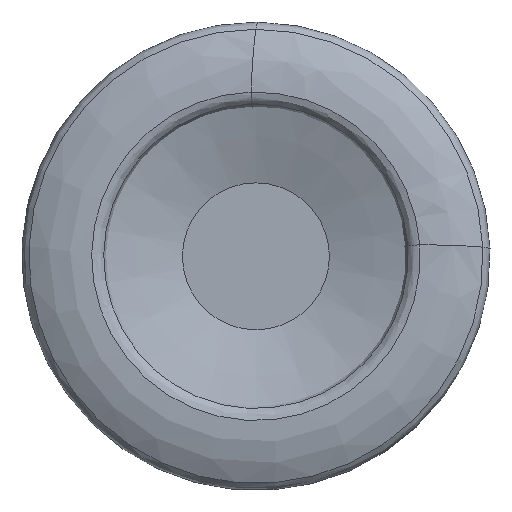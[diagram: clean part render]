
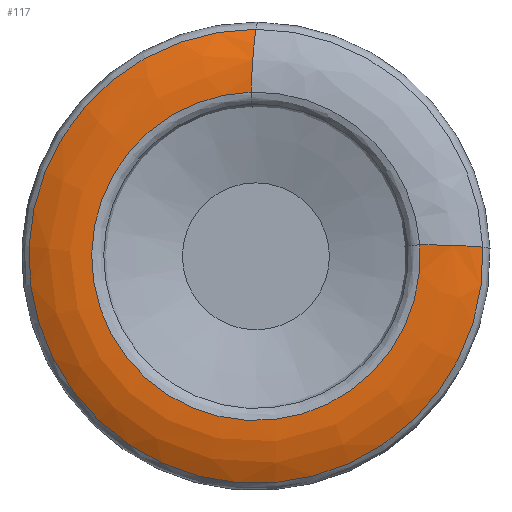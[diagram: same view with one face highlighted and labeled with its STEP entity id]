
A CAD part, left-side view. The second image highlights one B-rep face of the part: STEP entity #117.
In plain terms, the highlighted free-form (B-spline) face has degree [3, 3] with [4, 7] control points.
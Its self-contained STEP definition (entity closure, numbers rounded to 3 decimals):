
#34=(
BOUNDED_SURFACE()
B_SPLINE_SURFACE(3,3,((#685,#686,#687,#688,#689,#690,#691),(#692,#693,#694,
#695,#696,#697,#698),(#699,#700,#701,#702,#703,#704,#705),(#706,#707,#708,
#709,#710,#711,#712)),.UNSPECIFIED.,.F.,.F.,.F.)
B_SPLINE_SURFACE_WITH_KNOTS((4,4),(4,3,4),(0.,1.),(0.,0.5,1.),
 .UNSPECIFIED.)
GEOMETRIC_REPRESENTATION_ITEM()
RATIONAL_B_SPLINE_SURFACE(((1.,0.582,0.582,1.,0.582,
0.582,1.),(0.971,0.565,0.565,
0.971,0.565,0.565,0.971),
(0.971,0.565,0.565,0.971,
0.565,0.565,0.971),(1.,0.582,
0.582,1.,0.582,0.582,1.)))
REPRESENTATION_ITEM('')
SURFACE()
);
#117=ADVANCED_FACE('',(#138),#34,.F.);
#138=FACE_OUTER_BOUND('',#176,.T.);
#176=EDGE_LOOP('',(#220,#221,#222,#223));
#220=ORIENTED_EDGE('',*,*,#320,.F.);
#221=ORIENTED_EDGE('',*,*,#321,.F.);
#222=ORIENTED_EDGE('',*,*,#318,.T.);
#223=ORIENTED_EDGE('',*,*,#322,.F.);
#288=VERTEX_POINT('',#628);
#290=VERTEX_POINT('',#632);
#291=VERTEX_POINT('',#681);
#292=VERTEX_POINT('',#682);
#318=EDGE_CURVE('',#290,#288,#361,.T.);
#320=EDGE_CURVE('',#291,#292,#363,.T.);
#321=EDGE_CURVE('',#290,#291,#364,.T.);
#322=EDGE_CURVE('',#292,#288,#365,.T.);
#361=CIRCLE('',#414,22.09);
#363=CIRCLE('',#416,30.54);
#364=CIRCLE('',#417,15.);
#365=CIRCLE('',#418,15.);
#414=AXIS2_PLACEMENT_3D('',#650,#495,#496);
#416=AXIS2_PLACEMENT_3D('',#680,#499,#500);
#417=AXIS2_PLACEMENT_3D('',#683,#501,#502);
#418=AXIS2_PLACEMENT_3D('',#684,#503,#504);
#495=DIRECTION('',(1.,0.,0.));
#496=DIRECTION('',(0.,-0.998,0.069));
#499=DIRECTION('',(1.,0.,0.));
#500=DIRECTION('',(0.,-0.999,0.041));
#501=DIRECTION('',(0.139,0.,0.99));
#502=DIRECTION('',(0.99,0.,-0.139));
#503=DIRECTION('',(-0.139,-0.989,-0.04));
#504=DIRECTION('',(0.99,-0.139,-0.006));
#628=CARTESIAN_POINT('',(0.019,0.65,22.081));
#632=CARTESIAN_POINT('',(0.019,-22.037,1.533));
#650=CARTESIAN_POINT('',(0.019,0.,0.));
#680=CARTESIAN_POINT('',(2.113,0.,0.));
#681=CARTESIAN_POINT('',(2.113,-30.515,1.239));
#682=CARTESIAN_POINT('',(2.113,0.017,30.54));
#683=CARTESIAN_POINT('',(14.854,-22.804,-0.552));
#684=CARTESIAN_POINT('',(14.854,-1.463,22.764));
#685=CARTESIAN_POINT('',(0.019,-22.037,1.533));
#686=CARTESIAN_POINT('',(0.019,-23.665,-21.872));
#687=CARTESIAN_POINT('',(0.019,-2.561,-32.123));
#688=CARTESIAN_POINT('',(0.019,14.829,-16.373));
#689=CARTESIAN_POINT('',(0.019,32.219,-0.623));
#690=CARTESIAN_POINT('',(0.019,24.102,21.39));
#691=CARTESIAN_POINT('',(0.019,0.65,22.081));
#692=CARTESIAN_POINT('',(-0.133,-25.032,1.554));
#693=CARTESIAN_POINT('',(-0.133,-26.683,-25.032));
#694=CARTESIAN_POINT('',(-0.133,-2.636,-36.492));
#695=CARTESIAN_POINT('',(-0.133,16.974,-18.464));
#696=CARTESIAN_POINT('',(-0.133,36.584,-0.436));
#697=CARTESIAN_POINT('',(-0.133,27.183,24.488));
#698=CARTESIAN_POINT('',(-0.133,0.552,25.074));
#699=CARTESIAN_POINT('',(0.586,-27.942,1.453));
#700=CARTESIAN_POINT('',(0.586,-29.486,-28.224));
#701=CARTESIAN_POINT('',(0.586,-2.532,-40.738));
#702=CARTESIAN_POINT('',(0.586,19.143,-20.407));
#703=CARTESIAN_POINT('',(0.586,40.817,-0.076));
#704=CARTESIAN_POINT('',(0.586,30.05,27.623));
#705=CARTESIAN_POINT('',(0.586,0.335,27.978));
#706=CARTESIAN_POINT('',(2.113,-30.515,1.239));
#707=CARTESIAN_POINT('',(2.113,-31.831,-31.171));
#708=CARTESIAN_POINT('',(2.113,-2.257,-44.494));
#709=CARTESIAN_POINT('',(2.113,21.146,-22.035));
#710=CARTESIAN_POINT('',(2.113,44.55,0.425));
#711=CARTESIAN_POINT('',(2.113,32.454,30.522));
#712=CARTESIAN_POINT('',(2.113,0.017,30.54));
